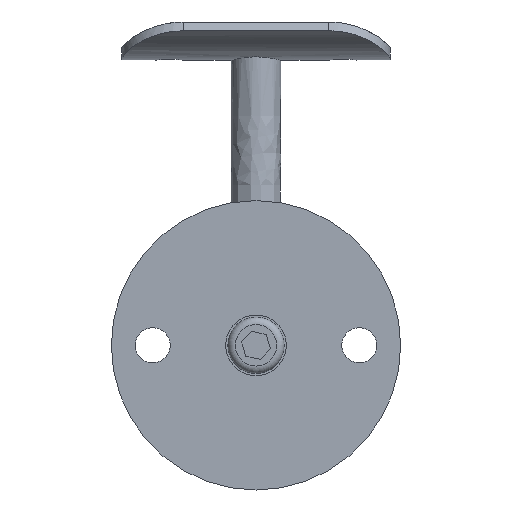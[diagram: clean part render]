
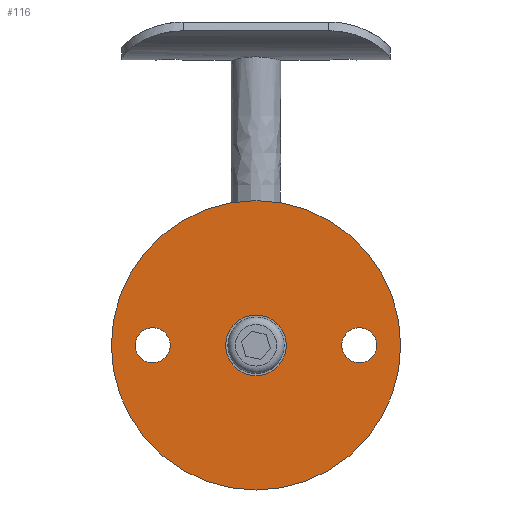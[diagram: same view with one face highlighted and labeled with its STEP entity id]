
A CAD part, left-side view. The second image highlights one B-rep face of the part: STEP entity #116.
In plain terms, the highlighted planar face has unit normal (-1, 0, 0).
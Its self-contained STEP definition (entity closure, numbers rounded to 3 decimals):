
#116=ADVANCED_FACE('',(#286,#287,#288,#289),#146,.F.);
#146=PLANE('',#750);
#286=FACE_BOUND('',#342,.T.);
#287=FACE_BOUND('',#343,.T.);
#288=FACE_BOUND('',#344,.T.);
#289=FACE_BOUND('',#345,.T.);
#342=EDGE_LOOP('',(#455));
#343=EDGE_LOOP('',(#456));
#344=EDGE_LOOP('',(#457));
#345=EDGE_LOOP('',(#458));
#455=ORIENTED_EDGE('',*,*,#648,.T.);
#456=ORIENTED_EDGE('',*,*,#645,.F.);
#457=ORIENTED_EDGE('',*,*,#643,.T.);
#458=ORIENTED_EDGE('',*,*,#647,.T.);
#573=VERTEX_POINT('',#2244);
#575=VERTEX_POINT('',#2249);
#577=VERTEX_POINT('',#2254);
#578=VERTEX_POINT('',#2258);
#643=EDGE_CURVE('',#573,#573,#692,.T.);
#645=EDGE_CURVE('',#575,#575,#694,.T.);
#647=EDGE_CURVE('',#577,#577,#696,.T.);
#648=EDGE_CURVE('',#578,#578,#697,.T.);
#692=CIRCLE('',#740,4.25);
#694=CIRCLE('',#743,35.);
#696=CIRCLE('',#746,4.25);
#697=CIRCLE('',#749,7.331);
#740=AXIS2_PLACEMENT_3D('',#2243,#841,#842);
#743=AXIS2_PLACEMENT_3D('',#2248,#847,#848);
#746=AXIS2_PLACEMENT_3D('',#2253,#853,#854);
#749=AXIS2_PLACEMENT_3D('',#2257,#859,#860);
#750=AXIS2_PLACEMENT_3D('',#2259,#861,#862);
#841=DIRECTION('',(1.,0.,0.));
#842=DIRECTION('',(0.,0.,-1.));
#847=DIRECTION('',(1.,0.,0.));
#848=DIRECTION('',(0.,1.,0.));
#853=DIRECTION('',(1.,0.,0.));
#854=DIRECTION('',(0.,0.,-1.));
#859=DIRECTION('',(1.,0.,0.));
#860=DIRECTION('',(0.,1.,0.));
#861=DIRECTION('',(1.,0.,0.));
#862=DIRECTION('',(0.,0.,-1.));
#2243=CARTESIAN_POINT('',(-4.,25.,0.));
#2244=CARTESIAN_POINT('',(-4.,25.,-4.25));
#2248=CARTESIAN_POINT('',(-4.,0.,0.));
#2249=CARTESIAN_POINT('',(-4.,35.,0.));
#2253=CARTESIAN_POINT('',(-4.,-25.,0.));
#2254=CARTESIAN_POINT('',(-4.,-25.,-4.25));
#2257=CARTESIAN_POINT('',(-4.,0.,0.));
#2258=CARTESIAN_POINT('',(-4.,7.331,0.));
#2259=CARTESIAN_POINT('',(-4.,12.5,0.));
